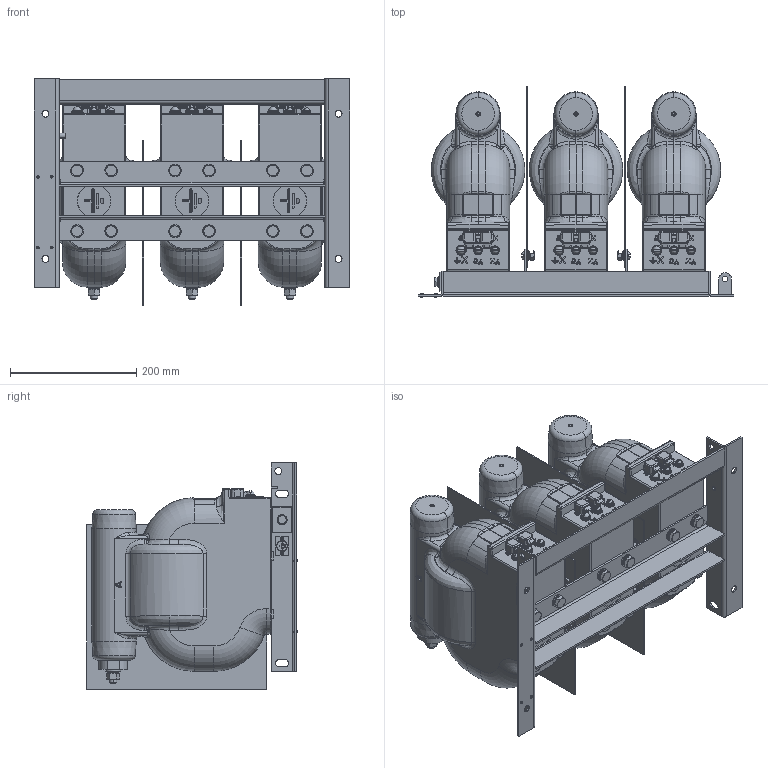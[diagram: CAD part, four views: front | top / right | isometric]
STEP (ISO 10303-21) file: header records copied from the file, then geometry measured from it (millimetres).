
FILE_DESCRIPTION (( 'STEP AP203' ), '1' );
FILE_NAME ('3孈迓冾昈.STEP', '2017-03-29T04:41:10', ( '' ), ( '' ), 'SwSTEP 2.0', 'SolidWorks 2010', '' );
FILE_SCHEMA (( 'CONFIG_CONTROL_DESIGN' ));
Products named in the file (1): 3孈迓冾昈
Bounding box: 500 x 332.6 x 358 mm (x, y, z)
Surface area: 1267430.6 mm2 (no closed solid volume)
Topology: 0 solids, 178 shells, 1684 faces, 5616 edges, 3974 vertices
Faces by surface type: plane 661, cylinder 382, bspline 269, cone 232, sphere 72, torus 68
Entity records: 75211 total; most frequent: CARTESIAN_POINT 29314, DIRECTION 9336, ORIENTED_EDGE 8615, EDGE_CURVE 5580, VERTEX_POINT 3974, AXIS2_PLACEMENT_3D 3477, LINE 2382, VECTOR 2382
